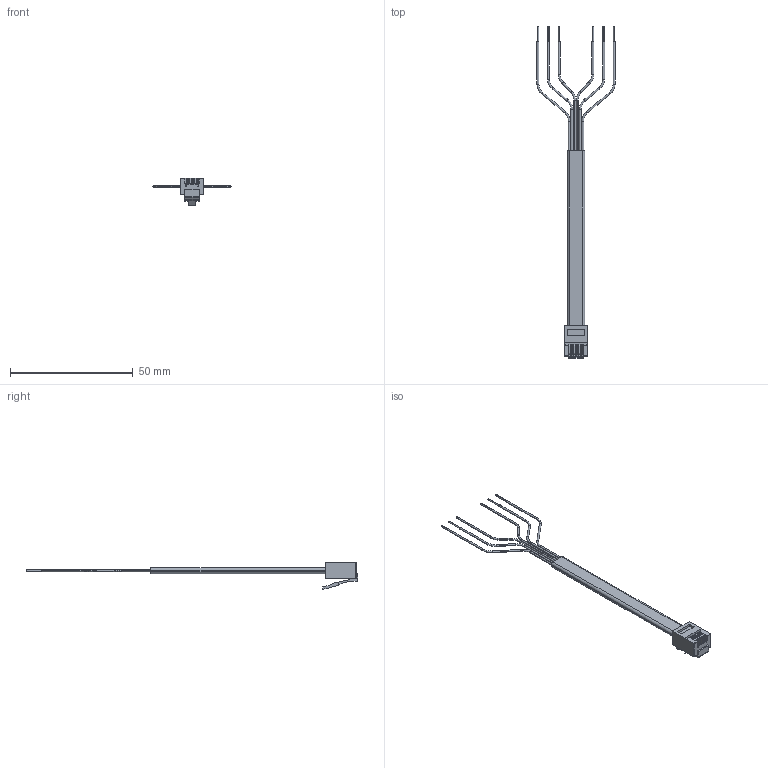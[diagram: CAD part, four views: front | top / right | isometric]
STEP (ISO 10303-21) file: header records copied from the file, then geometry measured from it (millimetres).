
FILE_DESCRIPTION (( 'STEP AP203' ), '1' );
FILE_NAME ('TDC029.STEP', '2006-06-23T20:21:35', ( 'lcom' ), ( 'lcom' ), 'SwSTEP 2.0', 'SolidWorks 2006004', '' );
FILE_SCHEMA (( 'CONFIG_CONTROL_DESIGN' ));
Length unit declared in the file: inch
Products named in the file (3): TDC029; TDB6-PROD_6 COND FLAT CABLE; TSP3066-PROD
Assembly tree (2 placements, depth 2):
  TDC029
    TDB6-PROD_6 COND FLAT CABLE
    TSP3066-PROD
Bounding box: 31.75 x 135.03 x 11.03 mm (x, y, z)
Volume: 2079.6 mm3; surface area: 3159.1 mm2
Topology: 2 solids, 2 shells, 260 faces, 654 edges, 416 vertices
Faces by surface type: plane 135, cylinder 84, torus 24, bspline 17
Entity records: 9409 total; most frequent: CARTESIAN_POINT 2826, DIRECTION 1312, ORIENTED_EDGE 1308, EDGE_CURVE 654, AXIS2_PLACEMENT_3D 448, VERTEX_POINT 416, VECTOR 416, LINE 416
